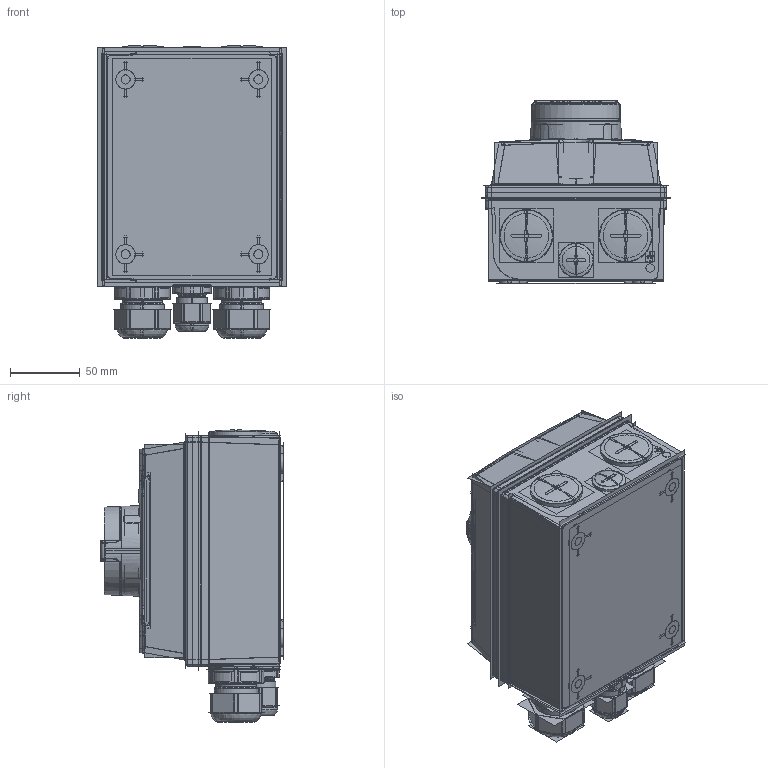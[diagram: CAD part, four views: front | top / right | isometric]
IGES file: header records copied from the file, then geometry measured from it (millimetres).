
Start section:  PTC IGES file: m32_asm.igs
Global section: file name: m32_asm.igs; native system: Creo Parametric by Parametric Technology Corporation; preprocessor: 2014430; author: FIFRSTR; organization: Unknown; date: 20151201.105116; units: millimetre
Bounding box: 134.91 x 131.23 x 208.83 mm (x, y, z)
Volume: 2015818 mm3; surface area: 1489996.6 mm2
Topology: 29 solids, 32 shells, 3762 faces, 18703 edges, 23187 vertices
Faces by surface type: bspline 2244, revolution 1490, extrusion 28
